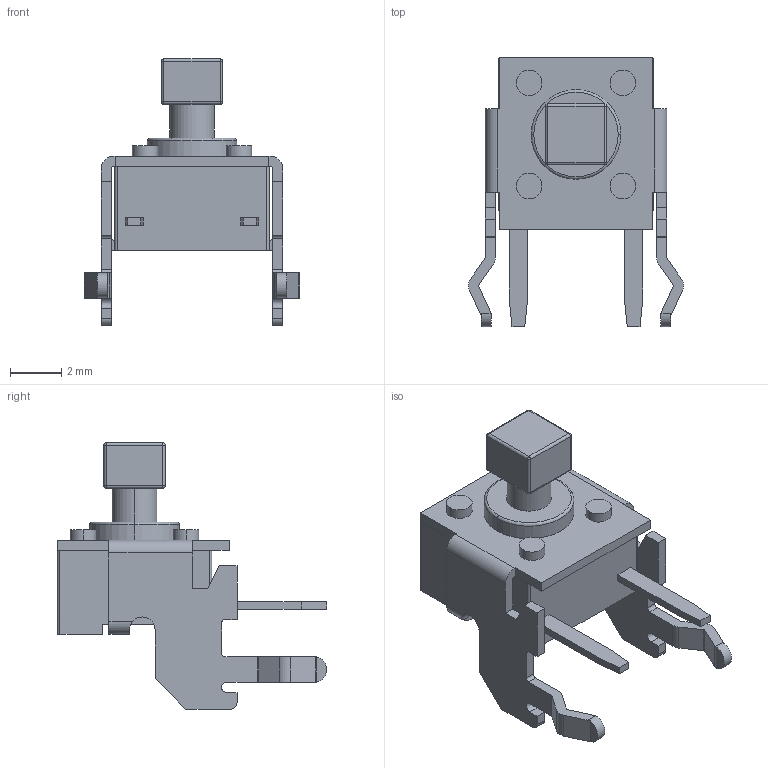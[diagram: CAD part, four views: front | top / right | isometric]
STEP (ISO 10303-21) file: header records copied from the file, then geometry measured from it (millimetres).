
FILE_DESCRIPTION((''),'2;1');
FILE_NAME('C-9-1437565-9','2009-08-26T',('workeradm'),(''),'PRO/ENGINEER BY PARAMETRIC TECHNOLOGY CORPORATION, 2008380','PRO/ENGINEER BY PARAMETRIC TECHNOLOGY CORPORATION, 2008380','');
FILE_SCHEMA(('AUTOMOTIVE_DESIGN { 1 0 10303 214 1 1 1 1 }'));
Length unit declared in the file: millimetre
Products named in the file (1): C-9-1437565-9
Bounding box: 8.4 x 10.52 x 10.4 mm (x, y, z)
Volume: 172.7 mm3; surface area: 363.4 mm2
Topology: 1 solids, 1 shells, 191 faces, 508 edges, 324 vertices
Faces by surface type: plane 117, cylinder 64, sphere 8, torus 2
Entity records: 5953 total; most frequent: CARTESIAN_POINT 1049, DIRECTION 1026, ORIENTED_EDGE 1016, EDGE_CURVE 508, VECTOR 360, LINE 360, AXIS2_PLACEMENT_3D 333, VERTEX_POINT 324
